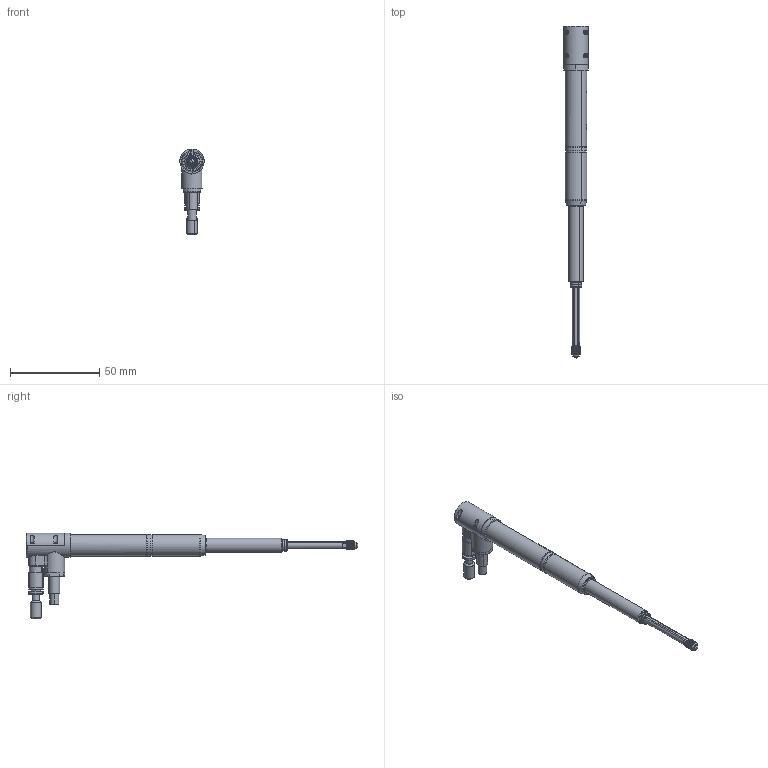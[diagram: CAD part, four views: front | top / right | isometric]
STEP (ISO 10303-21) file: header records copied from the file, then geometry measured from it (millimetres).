
FILE_DESCRIPTION(('CATIA V5 STEP'),'2;1');
FILE_NAME('DK830SLR.stp','2011-10-27T23:53:34+00:00',('none'),('none'),'CATIA Version 5 Release 19 SP 6 (IN-10)','CATIA V5 STEP AP214','none');
FILE_SCHEMA(('AUTOMOTIVE_DESIGN { 1 0 10303 214 1 1 1 1 }'));
Length unit declared in the file: millimetre
Products named in the file (1): CompleteAssy_DK830SLR_A1A003151_AllCATPart
Bounding box: 13.6 x 185.5 x 47.9 mm (x, y, z)
Volume: 17467.3 mm3; surface area: 8372 mm2
Topology: 1 solids, 14 shells, 766 faces, 2013 edges, 1323 vertices
Faces by surface type: plane 386, cylinder 251, extrusion 48, torus 43, cone 28, bspline 8, sphere 2
Entity records: 37466 total; most frequent: CARTESIAN_POINT 15402, ORIENTED_EDGE 4022, DIRECTION 2378, EDGE_CURVE 2011, VERTEX_POINT 1323, AXIS2_PLACEMENT_3D 988, VECTOR 855, EDGE_LOOP 828
